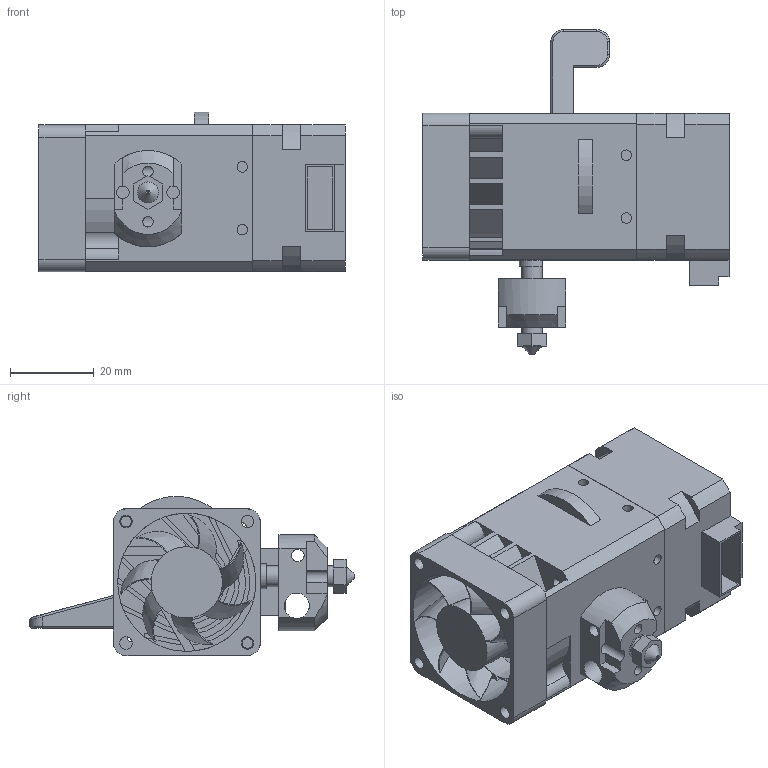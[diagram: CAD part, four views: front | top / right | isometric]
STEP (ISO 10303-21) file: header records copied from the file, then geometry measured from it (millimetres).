
FILE_DESCRIPTION(/* description */ ('CAx-IF Rec.Pracs.---Representation and Presentation of Product Manufacturing Information (PMI)---4.0---2014-10-13','CAx-IF Rec.Pracs.---3D Tessellated Geometry---0.4---2014-09-14','2;1'),/* implementation_level */ '2;1');
FILE_NAME(/* name */ 'Biqu H2 dimensional model',/* time_stamp */ '2021-03-03T21:50:56+03:00',/* author */ (''),/* organization */ (''),/* preprocessor_version */ 'ST-DEVELOPER v16.7',/* originating_system */ 'SIEMENS PLM Software NX 1911',/* authorisation */ $);
FILE_SCHEMA (('AP242_MANAGED_MODEL_BASED_3D_ENGINEERING_MIM_LF { 1 0 10303 442 1 1 4 }'));
Length unit declared in the file: millimetre
Products named in the file (7): Biqu H2 dimensional model; biqu h2 gabarit; e3d v6 nozzle; 35mm fan; Phaetus heat block; Biqu H2 throat; Nema14 biqu h2 motor
Assembly tree (6 placements, depth 2):
  Biqu H2 dimensional model
    biqu h2 gabarit
    e3d v6 nozzle
    35mm fan
    Phaetus heat block
    Biqu H2 throat
    Nema14 biqu h2 motor
Bounding box: 73 x 77.5 x 38 mm (x, y, z)
Volume: 77500.5 mm3; surface area: 30696.9 mm2
Topology: 6 solids, 7 shells, 308 faces, 774 edges, 511 vertices
Faces by surface type: plane 165, cylinder 94, cone 25, bspline 24
Full cylindrical faces by diameter (mm): 0.4 x1, 1.5 x1, 2 x3, 2.5 x21, 3 x8, 4 x1, 5 x5, 6 x4, 9 x1, 17 x1, 22 x1, 33 x1
Entity records: 9585 total; most frequent: CARTESIAN_POINT 2390, DIRECTION 1402, ORIENTED_EDGE 1364, EDGE_CURVE 682, AXIS2_PLACEMENT_3D 520, VERTEX_POINT 487, EDGE_LOOP 453, FACE_BOUND 453
